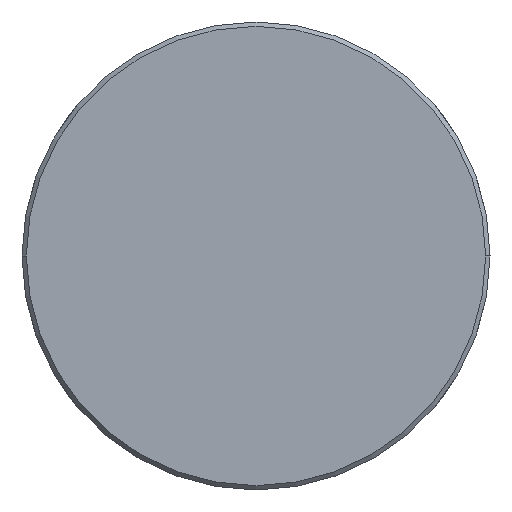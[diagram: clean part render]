
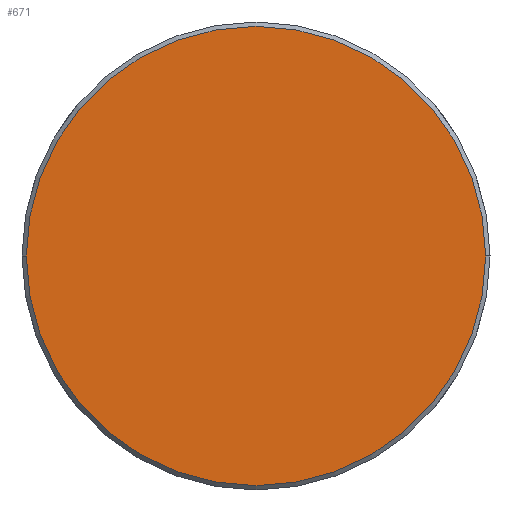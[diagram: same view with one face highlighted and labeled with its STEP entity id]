
A CAD part, left-side view. The second image highlights one B-rep face of the part: STEP entity #671.
In plain terms, the highlighted planar face has unit normal (-1, 0, 0).
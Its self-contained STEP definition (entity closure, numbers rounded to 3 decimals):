
#8 = EDGE_CURVE ( 'NONE', #1083, #1063, #922, .T. ) ;
#110 = CARTESIAN_POINT ( 'NONE',  ( -118.4, 0., 0. ) ) ;
#184 = DIRECTION ( 'NONE',  ( 0., 0., -1. ) ) ;
#329 = CARTESIAN_POINT ( 'NONE',  ( -118.4, 0., 0. ) ) ;
#352 = DIRECTION ( 'NONE',  ( 1., 0., 0. ) ) ;
#356 = CARTESIAN_POINT ( 'NONE',  ( -118.4, -53.636, 53.636 ) ) ;
#393 = CIRCLE ( 'NONE', #987, 53. ) ;
#500 = DIRECTION ( 'NONE',  ( -1., 0., 0. ) ) ;
#569 = DIRECTION ( 'NONE',  ( -1., 0., 0. ) ) ;
#634 = EDGE_LOOP ( 'NONE', ( #1090, #692 ) ) ;
#671 = ADVANCED_FACE ( 'NONE', ( #751 ), #905, .F. ) ;
#692 = ORIENTED_EDGE ( 'NONE', *, *, #871, .T. ) ;
#697 = CARTESIAN_POINT ( 'NONE',  ( -118.4, 53., 0. ) ) ;
#751 = FACE_OUTER_BOUND ( 'NONE', #634, .T. ) ;
#799 = AXIS2_PLACEMENT_3D ( 'NONE', #356, #352, #184 ) ;
#806 = AXIS2_PLACEMENT_3D ( 'NONE', #329, #500, #990 ) ;
#871 = EDGE_CURVE ( 'NONE', #1063, #1083, #393, .T. ) ;
#905 = PLANE ( 'NONE',  #799 ) ;
#922 = CIRCLE ( 'NONE', #806, 53. ) ;
#945 = DIRECTION ( 'NONE',  ( 0., 1., 0. ) ) ;
#987 = AXIS2_PLACEMENT_3D ( 'NONE', #110, #569, #945 ) ;
#990 = DIRECTION ( 'NONE',  ( 0., 1., 0. ) ) ;
#1063 = VERTEX_POINT ( 'NONE', #1180 ) ;
#1083 = VERTEX_POINT ( 'NONE', #697 ) ;
#1090 = ORIENTED_EDGE ( 'NONE', *, *, #8, .T. ) ;
#1180 = CARTESIAN_POINT ( 'NONE',  ( -118.4, -53., 0. ) ) ;
